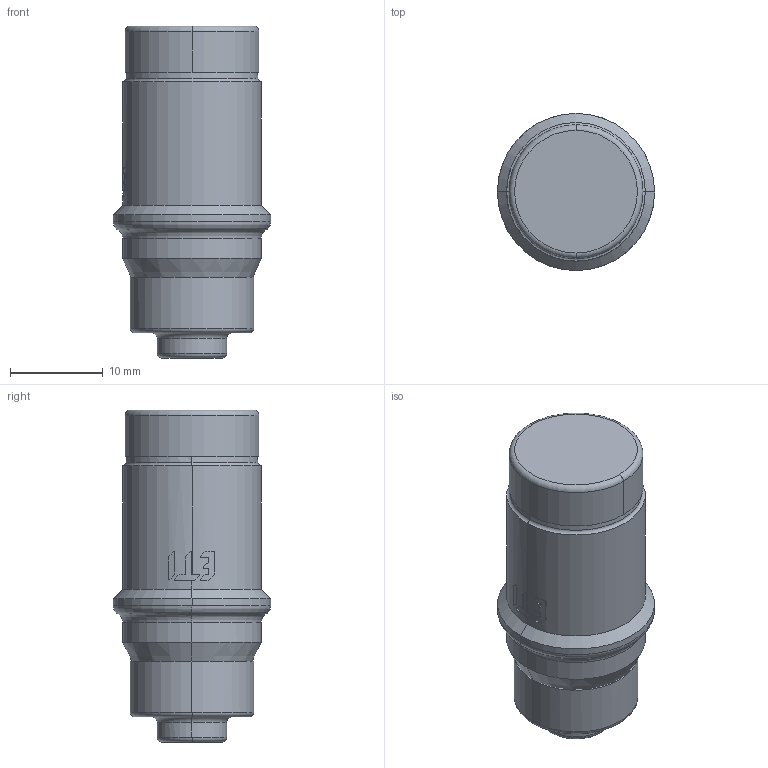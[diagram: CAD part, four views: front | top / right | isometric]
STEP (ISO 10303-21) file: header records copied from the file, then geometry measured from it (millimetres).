
FILE_DESCRIPTION((''),'2;1');
FILE_NAME('002212001_ASM','2021-05-19T',('marketing.praksa'),('Audax d.o.o.'),'CREO PARAMETRIC BY PTC INC, 2017480','CREO PARAMETRIC BY PTC INC, 2017480','');
FILE_SCHEMA(('AUTOMOTIVE_DESIGN { 1 0 10303 214 1 1 1 1 }'));
Length unit declared in the file: millimetre
Products named in the file (5): TOP; PRT9527; PRT0002; WL-BASE-40; 002212001_ASM
Assembly tree (4 placements, depth 2):
  002212001_ASM
    TOP
    PRT9527
    PRT0002
    WL-BASE-40
Bounding box: 16.9 x 16.9 x 35.7 mm (x, y, z)
Volume: 5594 mm3; surface area: 3361 mm2
Topology: 6 solids, 6 shells, 162 faces, 435 edges, 292 vertices
Faces by surface type: cylinder 71, plane 65, torus 20, cone 6
Entity records: 8328 total; most frequent: CARTESIAN_POINT 1338, DIRECTION 889, ORIENTED_EDGE 870, PRESENTATION_STYLE_ASSIGNMENT 603, STYLED_ITEM 603, CURVE_STYLE 435, EDGE_CURVE 435, AXIS2_PLACEMENT_3D 352
